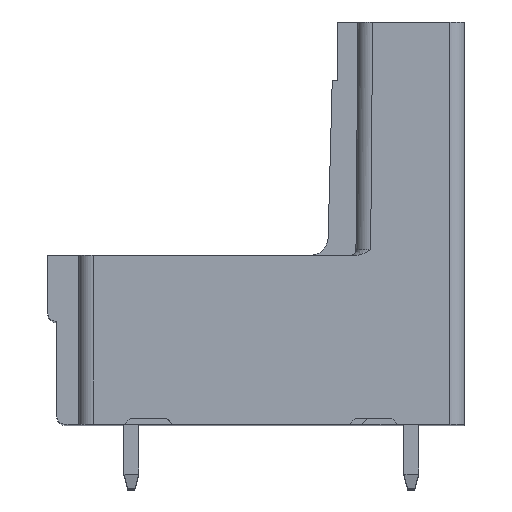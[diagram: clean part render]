
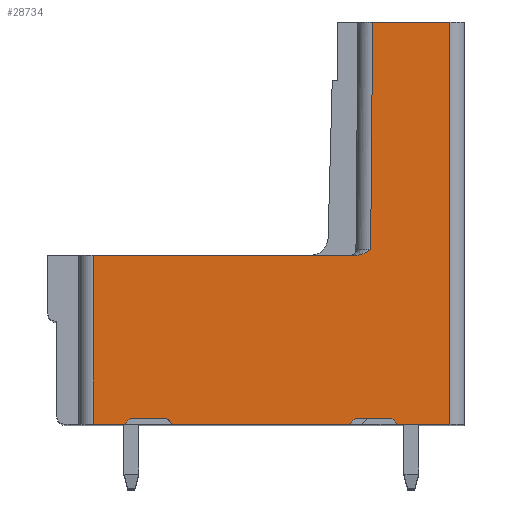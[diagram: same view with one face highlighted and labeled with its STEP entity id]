
A CAD part, top view. The second image highlights one B-rep face of the part: STEP entity #28734.
In plain terms, the highlighted planar face has unit normal (0, 0, 1).
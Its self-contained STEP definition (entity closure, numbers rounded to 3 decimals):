
#2882=DIRECTION('',(1.,0.,0.));
#2883=VECTOR('',#2882,2.85);
#2884=CARTESIAN_POINT('',(-3.644,0.,
-80.733));
#2885=LINE('',#2884,#2883);
#5727=CARTESIAN_POINT('',(-5.857,9.2,
-80.733));
#6046=DIRECTION('',(1.,0.,0.));
#6047=VECTOR('',#6046,2.);
#6048=CARTESIAN_POINT('',(-18.194,0.3,-80.733));
#6049=LINE('',#6048,#6047);
#6054=DIRECTION('',(1.,0.,0.));
#6055=VECTOR('',#6054,14.337);
#6056=CARTESIAN_POINT('',(-20.194,9.2,
-80.733));
#6057=LINE('',#6056,#6055);
#6058=CARTESIAN_POINT('',(-5.857,9.2,
-80.733));
#6059=CARTESIAN_POINT('',(-5.825,9.2,
-80.733));
#6060=CARTESIAN_POINT('',(-5.757,9.204,
-80.733));
#6061=CARTESIAN_POINT('',(-5.644,9.227,
-80.733));
#6062=CARTESIAN_POINT('',(-5.523,9.268,
-80.733));
#6063=CARTESIAN_POINT('',(-5.393,9.328,
-80.733));
#6064=CARTESIAN_POINT('',(-5.255,9.405,
-80.733));
#6065=CARTESIAN_POINT('',(-5.154,9.467,
-80.733));
#6066=CARTESIAN_POINT('',(-5.102,9.5,
-80.733));
#6068=DIRECTION('',(0.009,1.,0.));
#6069=VECTOR('',#6068,12.4);
#6070=CARTESIAN_POINT('',(-5.102,9.5,
-80.733));
#6071=LINE('',#6070,#6069);
#6072=DIRECTION('',(1.,0.,0.));
#6073=VECTOR('',#6072,4.2);
#6074=CARTESIAN_POINT('',(-4.994,21.9,-80.733));
#6075=LINE('',#6074,#6073);
#6076=DIRECTION('',(-0.707,0.707,0.));
#6077=VECTOR('',#6076,0.424);
#6078=CARTESIAN_POINT('',(-3.644,0.,
-80.733));
#6079=LINE('',#6078,#6077);
#6080=DIRECTION('',(-0.707,-0.707,0.));
#6081=VECTOR('',#6080,0.424);
#6082=CARTESIAN_POINT('',(-5.944,0.3,
-80.733));
#6083=LINE('',#6082,#6081);
#6084=DIRECTION('',(-1.,0.,0.));
#6085=VECTOR('',#6084,9.65);
#6086=CARTESIAN_POINT('',(-6.244,0.,
-80.733));
#6087=LINE('',#6086,#6085);
#6088=DIRECTION('',(-0.707,0.707,0.));
#6089=VECTOR('',#6088,0.424);
#6090=CARTESIAN_POINT('',(-15.894,0.,
-80.733));
#6091=LINE('',#6090,#6089);
#6092=DIRECTION('',(-0.707,-0.707,0.));
#6093=VECTOR('',#6092,0.424);
#6094=CARTESIAN_POINT('',(-18.194,0.3,-80.733));
#6095=LINE('',#6094,#6093);
#6096=DIRECTION('',(-1.,0.,0.));
#6097=VECTOR('',#6096,1.7);
#6098=CARTESIAN_POINT('',(-18.494,0.,
-80.733));
#6099=LINE('',#6098,#6097);
#6100=DIRECTION('',(0.,1.,0.));
#6101=VECTOR('',#6100,9.2);
#6102=CARTESIAN_POINT('',(-20.194,0.,
-80.733));
#6103=LINE('',#6102,#6101);
#7071=DIRECTION('',(1.,0.,0.));
#7072=VECTOR('',#7071,2.);
#7073=CARTESIAN_POINT('',(-5.944,0.3,
-80.733));
#7074=LINE('',#7073,#7072);
#11703=DIRECTION('',(0.,1.,0.));
#11704=VECTOR('',#11703,21.9);
#11705=CARTESIAN_POINT('',(-0.794,0.,
-80.733));
#11706=LINE('',#11705,#11704);
#16345=CARTESIAN_POINT('',(-0.794,21.9,-80.733));
#16346=VERTEX_POINT('',#16345);
#16347=CARTESIAN_POINT('',(-4.994,21.9,-80.733));
#16348=VERTEX_POINT('',#16347);
#16392=CARTESIAN_POINT('',(-20.194,0.,
-80.733));
#16393=VERTEX_POINT('',#16392);
#16394=CARTESIAN_POINT('',(-18.494,0.,
-80.733));
#16395=VERTEX_POINT('',#16394);
#16408=CARTESIAN_POINT('',(-15.894,0.,
-80.733));
#16409=VERTEX_POINT('',#16408);
#16410=CARTESIAN_POINT('',(-6.244,0.,
-80.733));
#16411=VERTEX_POINT('',#16410);
#16432=CARTESIAN_POINT('',(-3.644,0.,
-80.733));
#16433=VERTEX_POINT('',#16432);
#16434=CARTESIAN_POINT('',(-0.794,0.,
-80.733));
#16435=VERTEX_POINT('',#16434);
#16544=VERTEX_POINT('',#5727);
#16545=CARTESIAN_POINT('',(-20.194,9.2,
-80.733));
#16546=VERTEX_POINT('',#16545);
#16736=CARTESIAN_POINT('',(-16.194,0.3,
-80.733));
#16737=VERTEX_POINT('',#16736);
#16738=CARTESIAN_POINT('',(-18.194,0.3,-80.733));
#16739=VERTEX_POINT('',#16738);
#16740=VERTEX_POINT('',#6066);
#16741=CARTESIAN_POINT('',(-3.944,0.3,
-80.733));
#16742=VERTEX_POINT('',#16741);
#16743=CARTESIAN_POINT('',(-5.944,0.3,
-80.733));
#16744=VERTEX_POINT('',#16743);
#28704=CARTESIAN_POINT('',(-6.202,9.5,-80.733));
#28705=DIRECTION('',(0.,0.,1.));
#28706=DIRECTION('',(-1.,0.,0.));
#28707=AXIS2_PLACEMENT_3D('',#28704,#28705,#28706);
#28708=PLANE('',#28707);
#28709=ORIENTED_EDGE('',*,*,#27901,.T.);
#28711=ORIENTED_EDGE('',*,*,#28710,.T.);
#28713=ORIENTED_EDGE('',*,*,#28712,.T.);
#28715=ORIENTED_EDGE('',*,*,#28714,.T.);
#28717=ORIENTED_EDGE('',*,*,#28716,.F.);
#28718=ORIENTED_EDGE('',*,*,#24062,.F.);
#28720=ORIENTED_EDGE('',*,*,#28719,.T.);
#28722=ORIENTED_EDGE('',*,*,#28721,.F.);
#28724=ORIENTED_EDGE('',*,*,#28723,.T.);
#28725=ORIENTED_EDGE('',*,*,#24038,.T.);
#28726=ORIENTED_EDGE('',*,*,#28671,.T.);
#28727=ORIENTED_EDGE('',*,*,#28685,.F.);
#28728=ORIENTED_EDGE('',*,*,#28698,.T.);
#28729=ORIENTED_EDGE('',*,*,#24022,.T.);
#28731=ORIENTED_EDGE('',*,*,#28730,.T.);
#28732=EDGE_LOOP('',(#28709,#28711,#28713,#28715,#28717,#28718,#28720,#28722,
#28724,#28725,#28726,#28727,#28728,#28729,#28731));
#28733=FACE_OUTER_BOUND('',#28732,.F.);
#28734=ADVANCED_FACE('',(#28733),#28708,.T.);
#6067=B_SPLINE_CURVE_WITH_KNOTS('',3,(#6058,#6059,#6060,#6061,#6062,#6063,#6064,
#6065,#6066),.UNSPECIFIED.,.F.,.F.,(4,1,1,1,1,1,4),(0.,0.167,
0.333,0.5,0.667,0.833,1.),
.UNSPECIFIED.);
#24022=EDGE_CURVE('',#16395,#16393,#6099,.T.);
#24038=EDGE_CURVE('',#16411,#16409,#6087,.T.);
#24062=EDGE_CURVE('',#16433,#16435,#2885,.T.);
#27901=EDGE_CURVE('',#16546,#16544,#6057,.T.);
#28671=EDGE_CURVE('',#16409,#16737,#6091,.T.);
#28685=EDGE_CURVE('',#16739,#16737,#6049,.T.);
#28698=EDGE_CURVE('',#16739,#16395,#6095,.T.);
#28710=EDGE_CURVE('',#16544,#16740,#6067,.T.);
#28712=EDGE_CURVE('',#16740,#16348,#6071,.T.);
#28714=EDGE_CURVE('',#16348,#16346,#6075,.T.);
#28716=EDGE_CURVE('',#16435,#16346,#11706,.T.);
#28719=EDGE_CURVE('',#16433,#16742,#6079,.T.);
#28721=EDGE_CURVE('',#16744,#16742,#7074,.T.);
#28723=EDGE_CURVE('',#16744,#16411,#6083,.T.);
#28730=EDGE_CURVE('',#16393,#16546,#6103,.T.);
